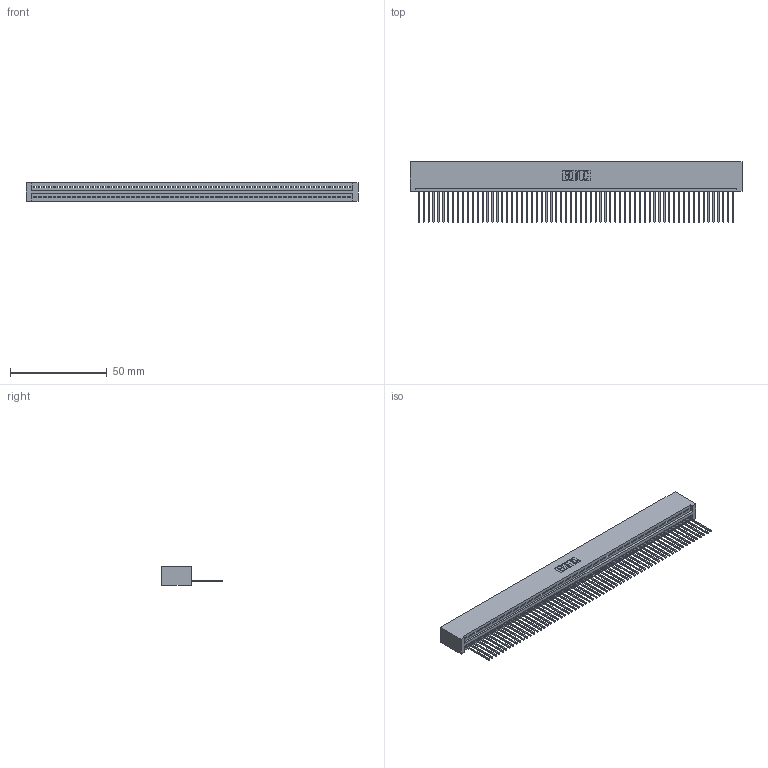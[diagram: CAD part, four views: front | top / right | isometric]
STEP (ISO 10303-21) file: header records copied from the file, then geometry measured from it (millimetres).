
FILE_DESCRIPTION (( 'STEP AP203' ), '1' );
FILE_NAME ('395-065-542-101.STEP', '2019-10-25T05:49:52', ( '' ), ( '' ), 'SwSTEP 2.0', 'SolidWorks 2016', '' );
FILE_SCHEMA (( 'CONFIG_CONTROL_DESIGN' ));
Length unit declared in the file: inch
Products named in the file (3): 345 Part_No Mounting Lugs; 345-292-001_345-293-142; 395-065-542-101
Assembly tree (66 placements, depth 2):
  395-065-542-101
    345 Part_No Mounting Lugs
    345-292-001_345-293-142  x65
Bounding box: 171.7 x 31.29 x 9.4 mm (x, y, z)
Volume: 17226 mm3; surface area: 24309.1 mm2
Topology: 66 solids, 66 shells, 3888 faces, 11757 edges, 7750 vertices
Faces by surface type: plane 2676, cylinder 1212
Entity records: 45565 total; most frequent: CARTESIAN_POINT 7899, ORIENTED_EDGE 7898, DIRECTION 6859, EDGE_CURVE 3949, LINE 3565, VECTOR 3565, VERTEX_POINT 2630, AXIS2_PLACEMENT_3D 1647
